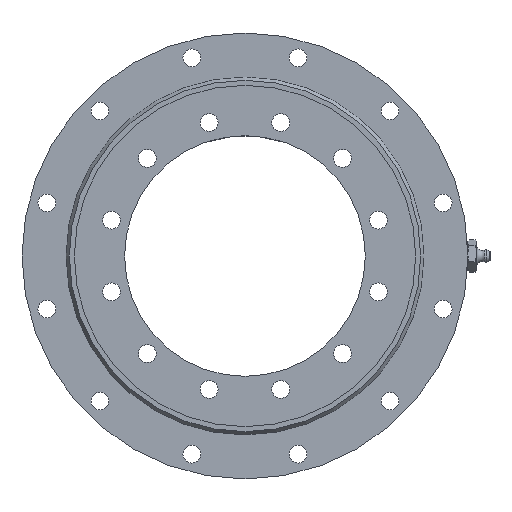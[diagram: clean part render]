
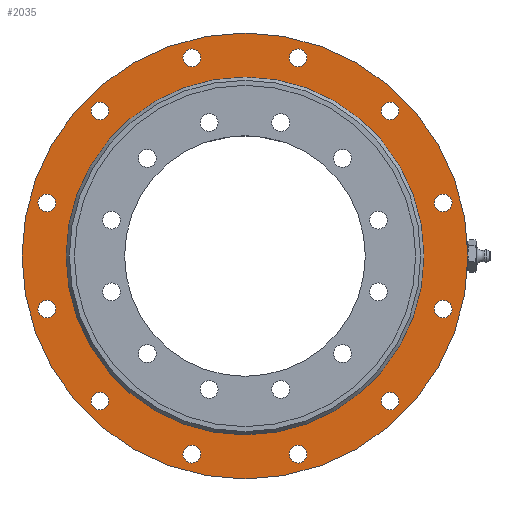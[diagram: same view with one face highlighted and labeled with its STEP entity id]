
A CAD part, front view. The second image highlights one B-rep face of the part: STEP entity #2035.
In plain terms, the highlighted planar face has unit normal (0, -1, 0).
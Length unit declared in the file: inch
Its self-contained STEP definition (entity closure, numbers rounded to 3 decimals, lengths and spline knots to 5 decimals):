
#195=FACE_BOUND('',#629,.T.);
#196=FACE_BOUND('',#630,.T.);
#197=FACE_BOUND('',#631,.T.);
#198=FACE_BOUND('',#632,.T.);
#199=FACE_BOUND('',#633,.T.);
#200=FACE_BOUND('',#634,.T.);
#201=FACE_BOUND('',#635,.T.);
#202=FACE_BOUND('',#636,.T.);
#203=FACE_BOUND('',#637,.T.);
#204=FACE_BOUND('',#638,.T.);
#205=FACE_BOUND('',#639,.T.);
#206=FACE_BOUND('',#640,.T.);
#207=FACE_BOUND('',#641,.T.);
#266=PLANE('',#2314);
#492=FACE_OUTER_BOUND('',#628,.T.);
#628=EDGE_LOOP('',(#1545));
#629=EDGE_LOOP('',(#1546));
#630=EDGE_LOOP('',(#1547));
#631=EDGE_LOOP('',(#1548));
#632=EDGE_LOOP('',(#1549));
#633=EDGE_LOOP('',(#1550));
#634=EDGE_LOOP('',(#1551));
#635=EDGE_LOOP('',(#1552));
#636=EDGE_LOOP('',(#1553));
#637=EDGE_LOOP('',(#1554));
#638=EDGE_LOOP('',(#1555));
#639=EDGE_LOOP('',(#1556));
#640=EDGE_LOOP('',(#1557));
#641=EDGE_LOOP('',(#1558));
#817=CIRCLE('',#2261,3.42088);
#826=CIRCLE('',#2276,0.177);
#828=CIRCLE('',#2279,0.177);
#830=CIRCLE('',#2282,0.177);
#832=CIRCLE('',#2285,0.177);
#834=CIRCLE('',#2288,0.177);
#836=CIRCLE('',#2291,0.177);
#838=CIRCLE('',#2294,0.177);
#840=CIRCLE('',#2297,0.177);
#842=CIRCLE('',#2300,0.177);
#844=CIRCLE('',#2303,0.177);
#846=CIRCLE('',#2306,0.177);
#848=CIRCLE('',#2309,0.177);
#851=CIRCLE('',#2315,4.449);
#977=VERTEX_POINT('',#3226);
#985=VERTEX_POINT('',#3252);
#987=VERTEX_POINT('',#3258);
#989=VERTEX_POINT('',#3264);
#991=VERTEX_POINT('',#3270);
#993=VERTEX_POINT('',#3276);
#995=VERTEX_POINT('',#3282);
#997=VERTEX_POINT('',#3288);
#999=VERTEX_POINT('',#3294);
#1001=VERTEX_POINT('',#3300);
#1003=VERTEX_POINT('',#3306);
#1005=VERTEX_POINT('',#3312);
#1007=VERTEX_POINT('',#3318);
#1008=VERTEX_POINT('',#3326);
#1192=EDGE_CURVE('',#977,#977,#817,.T.);
#1204=EDGE_CURVE('',#985,#985,#826,.T.);
#1207=EDGE_CURVE('',#987,#987,#828,.T.);
#1210=EDGE_CURVE('',#989,#989,#830,.T.);
#1213=EDGE_CURVE('',#991,#991,#832,.T.);
#1216=EDGE_CURVE('',#993,#993,#834,.T.);
#1219=EDGE_CURVE('',#995,#995,#836,.T.);
#1222=EDGE_CURVE('',#997,#997,#838,.T.);
#1225=EDGE_CURVE('',#999,#999,#840,.T.);
#1228=EDGE_CURVE('',#1001,#1001,#842,.T.);
#1231=EDGE_CURVE('',#1003,#1003,#844,.T.);
#1234=EDGE_CURVE('',#1005,#1005,#846,.T.);
#1237=EDGE_CURVE('',#1007,#1007,#848,.T.);
#1240=EDGE_CURVE('',#1008,#1008,#851,.T.);
#1545=ORIENTED_EDGE('',*,*,#1240,.F.);
#1546=ORIENTED_EDGE('',*,*,#1204,.T.);
#1547=ORIENTED_EDGE('',*,*,#1207,.T.);
#1548=ORIENTED_EDGE('',*,*,#1210,.T.);
#1549=ORIENTED_EDGE('',*,*,#1213,.T.);
#1550=ORIENTED_EDGE('',*,*,#1216,.T.);
#1551=ORIENTED_EDGE('',*,*,#1219,.T.);
#1552=ORIENTED_EDGE('',*,*,#1222,.T.);
#1553=ORIENTED_EDGE('',*,*,#1225,.T.);
#1554=ORIENTED_EDGE('',*,*,#1228,.T.);
#1555=ORIENTED_EDGE('',*,*,#1231,.T.);
#1556=ORIENTED_EDGE('',*,*,#1234,.T.);
#1557=ORIENTED_EDGE('',*,*,#1237,.T.);
#1558=ORIENTED_EDGE('',*,*,#1192,.T.);
#2035=ADVANCED_FACE('',(#492,#195,#196,#197,#198,#199,#200,#201,#202,#203,
#204,#205,#206,#207),#266,.T.);
#2261=AXIS2_PLACEMENT_3D('',#3228,#2575,#2576);
#2276=AXIS2_PLACEMENT_3D('',#3254,#2608,#2609);
#2279=AXIS2_PLACEMENT_3D('',#3260,#2615,#2616);
#2282=AXIS2_PLACEMENT_3D('',#3266,#2622,#2623);
#2285=AXIS2_PLACEMENT_3D('',#3272,#2629,#2630);
#2288=AXIS2_PLACEMENT_3D('',#3278,#2636,#2637);
#2291=AXIS2_PLACEMENT_3D('',#3284,#2643,#2644);
#2294=AXIS2_PLACEMENT_3D('',#3290,#2650,#2651);
#2297=AXIS2_PLACEMENT_3D('',#3296,#2657,#2658);
#2300=AXIS2_PLACEMENT_3D('',#3302,#2664,#2665);
#2303=AXIS2_PLACEMENT_3D('',#3308,#2671,#2672);
#2306=AXIS2_PLACEMENT_3D('',#3314,#2678,#2679);
#2309=AXIS2_PLACEMENT_3D('',#3320,#2685,#2686);
#2314=AXIS2_PLACEMENT_3D('',#3325,#2695,#2696);
#2315=AXIS2_PLACEMENT_3D('',#3327,#2697,#2698);
#2575=DIRECTION('center_axis',(0.,1.,0.));
#2576=DIRECTION('ref_axis',(-1.,0.,0.));
#2608=DIRECTION('center_axis',(0.,1.,0.));
#2609=DIRECTION('ref_axis',(0.866,0.,0.5));
#2615=DIRECTION('center_axis',(0.,1.,0.));
#2616=DIRECTION('ref_axis',(0.5,0.,0.866));
#2622=DIRECTION('center_axis',(0.,1.,0.));
#2623=DIRECTION('ref_axis',(0.,0.,1.));
#2629=DIRECTION('center_axis',(0.,1.,0.));
#2630=DIRECTION('ref_axis',(-0.5,0.,0.866));
#2636=DIRECTION('center_axis',(0.,1.,0.));
#2637=DIRECTION('ref_axis',(-0.866,0.,0.5));
#2643=DIRECTION('center_axis',(0.,1.,0.));
#2644=DIRECTION('ref_axis',(-1.,0.,0.));
#2650=DIRECTION('center_axis',(0.,1.,0.));
#2651=DIRECTION('ref_axis',(-0.866,0.,-0.5));
#2657=DIRECTION('center_axis',(0.,1.,0.));
#2658=DIRECTION('ref_axis',(-0.5,0.,-0.866));
#2664=DIRECTION('center_axis',(0.,1.,0.));
#2665=DIRECTION('ref_axis',(0.,0.,-1.));
#2671=DIRECTION('center_axis',(0.,1.,0.));
#2672=DIRECTION('ref_axis',(0.5,0.,-0.866));
#2678=DIRECTION('center_axis',(0.,1.,0.));
#2679=DIRECTION('ref_axis',(0.866,0.,-0.5));
#2685=DIRECTION('center_axis',(0.,1.,0.));
#2686=DIRECTION('ref_axis',(1.,0.,0.));
#2695=DIRECTION('center_axis',(0.,-1.,0.));
#2696=DIRECTION('ref_axis',(0.,0.,-1.));
#2697=DIRECTION('center_axis',(0.,1.,0.));
#2698=DIRECTION('ref_axis',(-1.,0.,0.));
#3226=CARTESIAN_POINT('',(3.42088,-0.4725,0.));
#3228=CARTESIAN_POINT('Origin',(0.,-0.4725,0.));
#3252=CARTESIAN_POINT('',(2.74196,-0.4725,-2.98375));
#3254=CARTESIAN_POINT('Origin',(2.89525,-0.4725,-2.89525));
#3258=CARTESIAN_POINT('',(3.86648,-0.4725,-1.21302));
#3260=CARTESIAN_POINT('Origin',(3.95498,-0.4725,-1.05973));
#3264=CARTESIAN_POINT('',(3.95498,-0.4725,0.88273));
#3266=CARTESIAN_POINT('Origin',(3.95498,-0.4725,1.05973));
#3270=CARTESIAN_POINT('',(2.98375,-0.4725,2.74196));
#3272=CARTESIAN_POINT('Origin',(2.89525,-0.4725,2.89525));
#3276=CARTESIAN_POINT('',(1.21302,-0.4725,3.86648));
#3278=CARTESIAN_POINT('Origin',(1.05973,-0.4725,3.95498));
#3282=CARTESIAN_POINT('',(-0.88273,-0.4725,3.95498));
#3284=CARTESIAN_POINT('Origin',(-1.05973,-0.4725,3.95498));
#3288=CARTESIAN_POINT('',(-2.74196,-0.4725,2.98375));
#3290=CARTESIAN_POINT('Origin',(-2.89525,-0.4725,2.89525));
#3294=CARTESIAN_POINT('',(-3.86648,-0.4725,1.21302));
#3296=CARTESIAN_POINT('Origin',(-3.95498,-0.4725,1.05973));
#3300=CARTESIAN_POINT('',(-3.95498,-0.4725,-0.88273));
#3302=CARTESIAN_POINT('Origin',(-3.95498,-0.4725,-1.05973));
#3306=CARTESIAN_POINT('',(-2.98375,-0.4725,-2.74196));
#3308=CARTESIAN_POINT('Origin',(-2.89525,-0.4725,-2.89525));
#3312=CARTESIAN_POINT('',(-1.21302,-0.4725,-3.86648));
#3314=CARTESIAN_POINT('Origin',(-1.05973,-0.4725,-3.95498));
#3318=CARTESIAN_POINT('',(0.88273,-0.4725,-3.95498));
#3320=CARTESIAN_POINT('Origin',(1.05973,-0.4725,-3.95498));
#3325=CARTESIAN_POINT('Origin',(-3.93494,-0.4725,0.));
#3326=CARTESIAN_POINT('',(4.449,-0.4725,0.));
#3327=CARTESIAN_POINT('Origin',(0.,-0.4725,0.));
